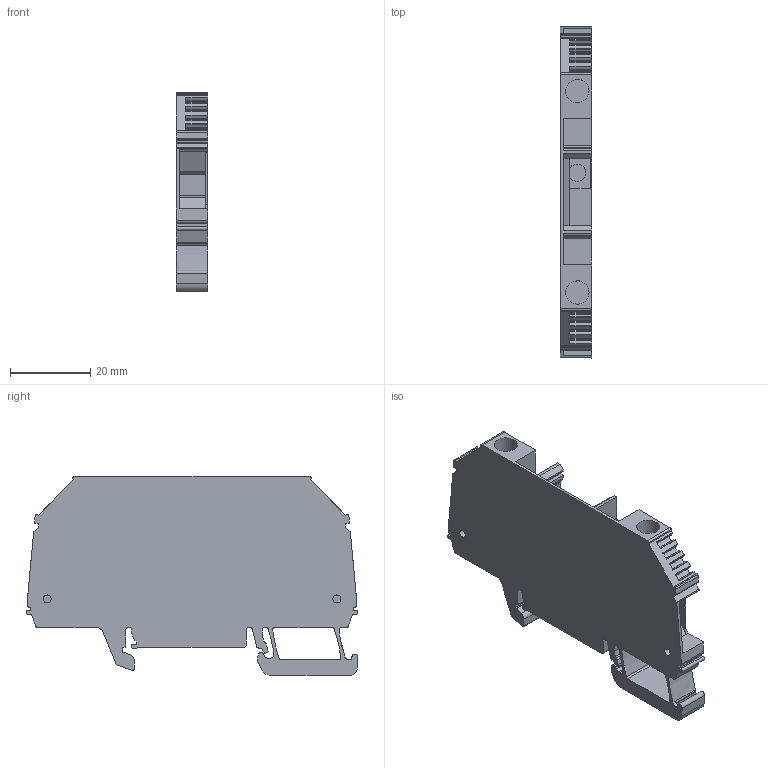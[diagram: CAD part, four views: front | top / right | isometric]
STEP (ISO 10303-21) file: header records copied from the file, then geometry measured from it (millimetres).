
FILE_DESCRIPTION(('CATIA V5 STEP Exchange','CAx-IF Rec.Pracs.--- Model Styling and Organization---1.4--- 2014-01-23'),'2;1');
FILE_NAME ('D1450136_0_1238930000_1238930000.stp','2020-02-21T07:45:20+00:00',('none'),('Weidmueller'),'CATIA Version 5-6 Release 2016 SP3 HF44','CATIA V5 STEP AP214','none');
FILE_SCHEMA(('AUTOMOTIVE_DESIGN { 1 0 10303 214 1 1 1 1 }'));
Length unit declared in the file: millimetre
Products named in the file (1): 1238930000_WTL_6_SL_O-STB
Bounding box: 7.9 x 82.7 x 49.55 mm (x, y, z)
Volume: 19217.9 mm3; surface area: 11302.4 mm2
Topology: 2 solids, 2 shells, 385 faces, 1143 edges, 768 vertices
Faces by surface type: plane 261, cylinder 122, extrusion 2
Entity records: 12364 total; most frequent: ORIENTED_EDGE 2286, CARTESIAN_POINT 2255, DIRECTION 1775, EDGE_CURVE 1143, VECTOR 897, LINE 895, VERTEX_POINT 768, AXIS2_PLACEMENT_3D 562
